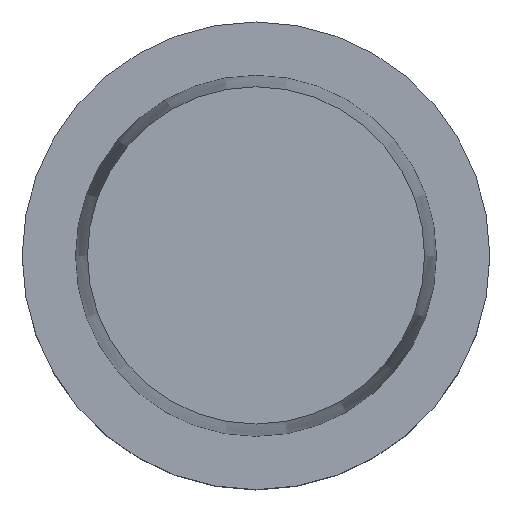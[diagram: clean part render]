
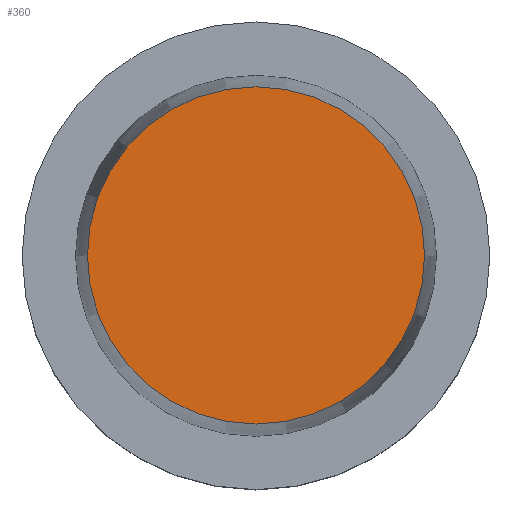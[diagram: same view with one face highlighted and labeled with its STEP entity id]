
A CAD part, top view. The second image highlights one B-rep face of the part: STEP entity #360.
In plain terms, the highlighted planar face has unit normal (0, 0, 1).
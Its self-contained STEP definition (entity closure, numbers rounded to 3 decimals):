
#98=FACE_OUTER_BOUND('',#602,.T.);
#286=PLANE('',#1361);
#360=ADVANCED_FACE('CU_CO_N1_SU_3',(#98),#286,.F.);
#602=EDGE_LOOP('',(#859));
#859=ORIENTED_EDGE('',*,*,#1115,.F.);
#983=VERTEX_POINT('',#2051);
#1115=EDGE_CURVE('',#983,#983,#1179,.T.);
#1179=CIRCLE('',#1360,22.712);
#1360=AXIS2_PLACEMENT_3D('',#2050,#1708,#1709);
#1361=AXIS2_PLACEMENT_3D('',#2052,#1710,#1711);
#1708=DIRECTION('',(0.,0.,-1.));
#1709=DIRECTION('',(-1.,0.,0.));
#1710=DIRECTION('',(0.,0.,-1.));
#1711=DIRECTION('',(-1.,0.,0.));
#2050=CARTESIAN_POINT('',(0.,0.,32.));
#2051=CARTESIAN_POINT('',(-22.712,0.,32.));
#2052=CARTESIAN_POINT('',(0.,0.,32.));
